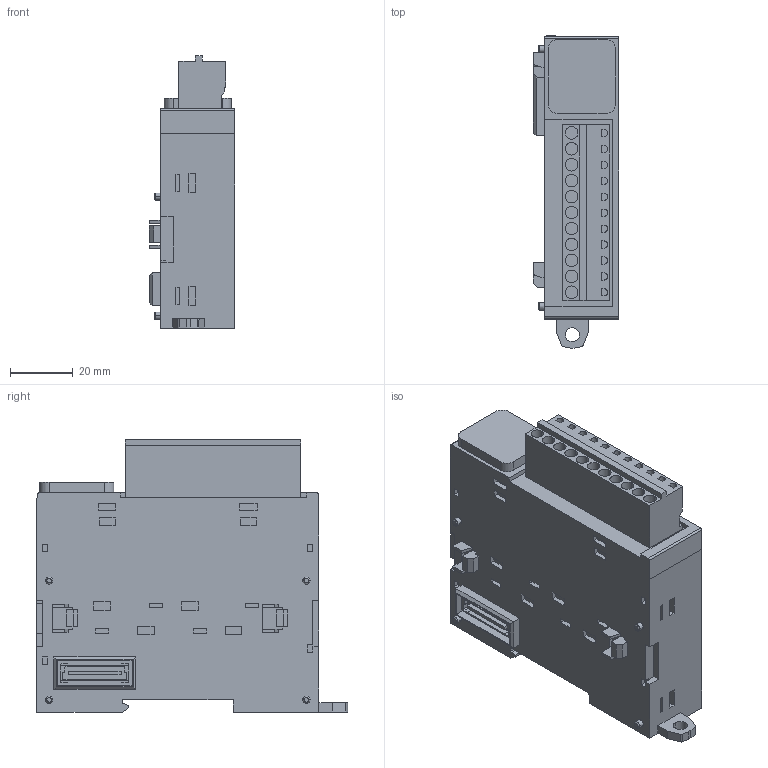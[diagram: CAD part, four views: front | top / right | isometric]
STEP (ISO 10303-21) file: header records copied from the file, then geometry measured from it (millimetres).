
FILE_DESCRIPTION(('STEP AP242'),'1');
FILE_NAME('tm3ai2hg.stp','2018-11-28T03:48:49',('TraceParts'),('TraceParts S.A.'),'Spatial InterOp 3D',' ',' ');
FILE_SCHEMA(('AP242_MANAGED_MODEL_BASED_3D_ENGINEERING_MIM_LF {1 0 10303 442 1 1 4}'));
Length unit declared in the file: millimetre
Products named in the file (1): tm3ai2hg_1
Bounding box: 27.3 x 99.45 x 86.94 mm (x, y, z)
Volume: 151894.3 mm3; surface area: 30430.3 mm2
Topology: 3 solids, 3 shells, 593 faces, 1519 edges, 1008 vertices
Faces by surface type: plane 477, cylinder 98, torus 12, extrusion 6
Entity records: 22683 total; most frequent: CARTESIAN_POINT 3223, ORIENTED_EDGE 3038, DIRECTION 2929, EDGE_CURVE 1519, VECTOR 1281, LINE 1275, VERTEX_POINT 1008, AXIS2_PLACEMENT_3D 824
